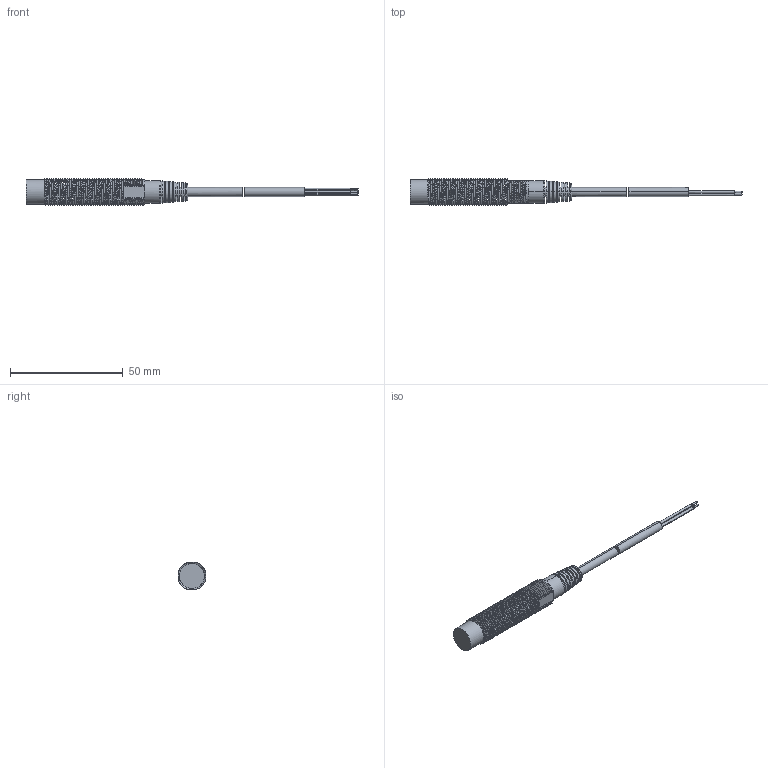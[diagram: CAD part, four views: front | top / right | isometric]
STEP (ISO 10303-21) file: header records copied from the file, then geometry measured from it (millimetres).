
FILE_DESCRIPTION( ('This file contains a STEP AP42 implementation' ,'as created by ZW3D STEP Interface translator.') ,'2;1' );
FILE_NAME( 'OCN1-1208X-X3LX.stp' ,'20 512. 94848', (''), ('ZWCAD Software Co.'), 'Version 1.0', 'ZW3D to STEP translator', '' );
FILE_SCHEMA(('AUTOMOTIVE_DESIGN'));
Length unit declared in the file: millimetre
Products named in the file (2): 0; OCN1-1208X-X3LX1
Bounding box: 147.1 x 12.36 x 12.36 mm (x, y, z)
Volume: 6953.5 mm3; surface area: 5332.5 mm2
Topology: 2 solids, 2 shells, 216 faces, 592 edges, 375 vertices
Faces by surface type: bspline 216
Entity records: 26371 total; most frequent: CARTESIAN_POINT 22909, ORIENTED_EDGE 1132, EDGE_CURVE 566, B_SPLINE_CURVE_WITH_KNOTS 385, VERTEX_POINT 375, EDGE_LOOP 237, FACE_OUTER_BOUND 216, ADVANCED_FACE 216
